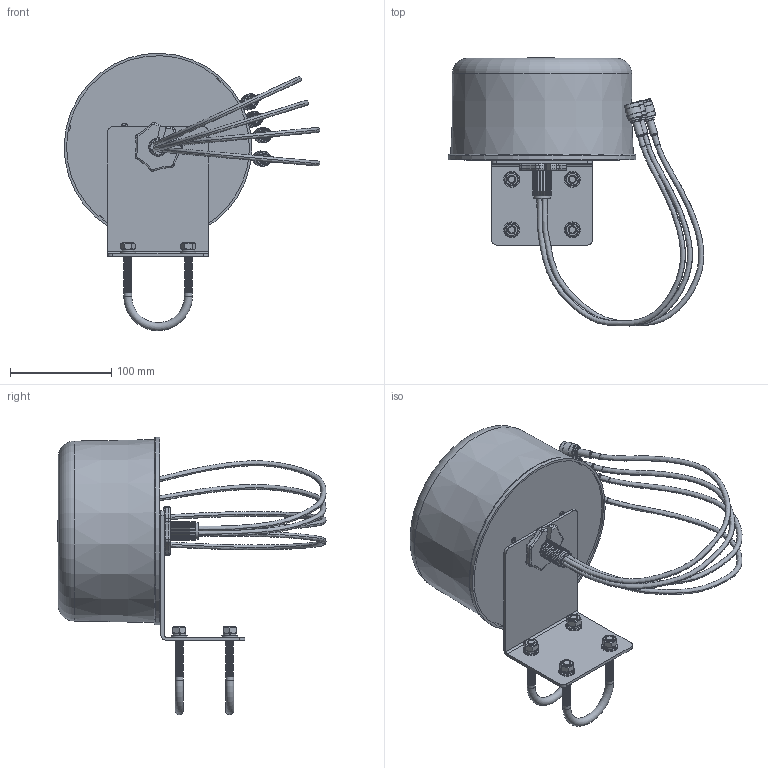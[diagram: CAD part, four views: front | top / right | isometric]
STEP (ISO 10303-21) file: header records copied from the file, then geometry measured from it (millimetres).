
FILE_DESCRIPTION (( 'STEP AP214' ), '1' );
FILE_NAME ('HG245806U-4RTP.STEP', '2018-01-17T20:02:19', ( '' ), ( '' ), 'SwSTEP 2.0', 'SolidWorks 2014', '' );
FILE_SCHEMA (( 'AUTOMOTIVE_DESIGN' ));
Length unit declared in the file: inch
Products named in the file (12): HG245806U-4RTP_HexNut; HG245806U-4RTP_Ubolt; HG245806U-4RTP_Bracket; ARTP-1708; ARTP-1708-MA3; ARTP-1708-MA1; CA-195R-MA1; 195_12inch cable_WT; HG245806U-4xxx_Antenna; HG245806U-4RTP; .3125_LockWasher; .3125_FlatWasher
Assembly tree (30 placements, depth 3):
  HG245806U-4RTP
    HG245806U-4xxx_Antenna
    195_12inch cable_WT  x4
    CA-195R-MA1  x4
    ARTP-1708  x4
      ARTP-1708-MA1
      ARTP-1708-MA3
    HG245806U-4RTP_Bracket
    HG245806U-4RTP_Ubolt  x2
    HG245806U-4RTP_HexNut  x4
    .3125_FlatWasher  x4
    .3125_LockWasher  x4
Bounding box: 252.94 x 265.25 x 274.54 mm (x, y, z)
Volume: 2609538.8 mm3; surface area: 215265.8 mm2
Topology: 32 solids, 33 shells, 1320 faces, 2908 edges, 1723 vertices
Faces by surface type: cone 550, plane 482, cylinder 185, torus 95, bspline 8
Full cylindrical faces by diameter (mm): 0.6 x8, 1 x4, 1.366 x4, 1.4 x4, 1.405 x4, 2.1 x8, 2.159 x4, 2.4 x4, 3.12 x4, 4.2 x8, 4.5 x8, 5.004 x4, 5.08 x4, 5.512 x4, 5.842 x4, 5.893 x4, 6.655 x4, 7.112 x4, 7.163 x4, 7.874 x4, 8.534 x4, 8.636 x4, 9 x4, 9.5 x4, 11 x4, 11.633 x4, 14.5 x8, 15 x4, 15.799 x4, 16.078 x1
Entity records: 20136 total; most frequent: CARTESIAN_POINT 3884, DIRECTION 3129, ORIENTED_EDGE 2396, AXIS2_PLACEMENT_3D 1291, EDGE_CURVE 1198, EDGE_LOOP 1062, VERTEX_POINT 904, FACE_OUTER_BOUND 739
